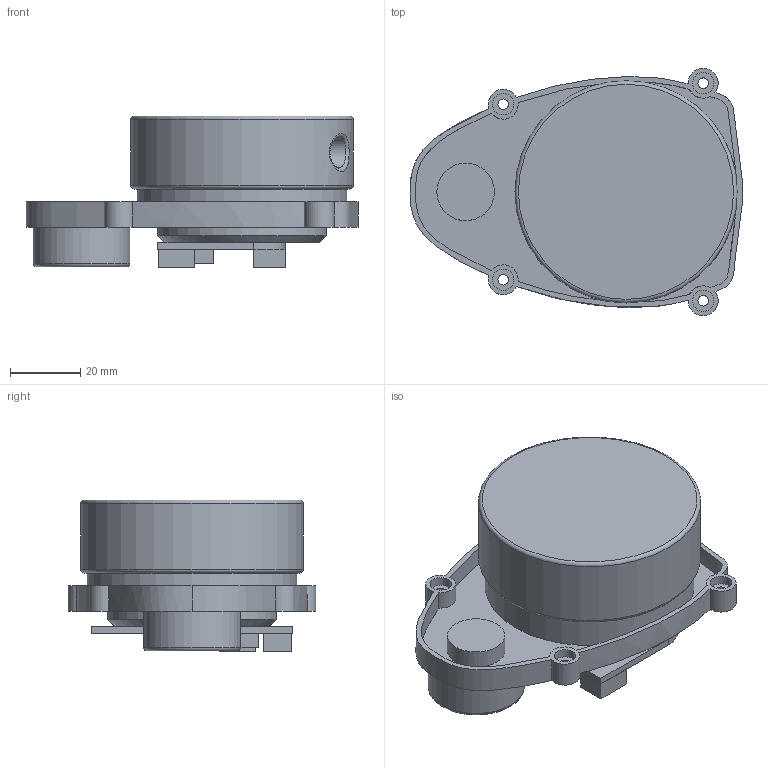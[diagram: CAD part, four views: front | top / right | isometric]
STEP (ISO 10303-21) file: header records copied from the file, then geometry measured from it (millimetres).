
FILE_DESCRIPTION(/* description */ (''),/* implementation_level */ '2;1');
FILE_NAME(/* name */ 'camsense_x1.step',/* time_stamp */ '2020-10-04T00:50:08+02:00',/* author */ (''),/* organization */ (''),/* preprocessor_version */ 'ST-DEVELOPER v18.1',/* originating_system */ 'Autodesk Translation Framework v9.3.0.1241',/* authorisation */ '');
FILE_SCHEMA (('AUTOMOTIVE_DESIGN { 1 0 10303 214 3 1 1 }'));
Length unit declared in the file: millimetre
Products named in the file (1): camsense_x1
Bounding box: 94.59 x 70.48 x 43.3 mm (x, y, z)
Volume: 121070.8 mm3; surface area: 25740.8 mm2
Topology: 1 solids, 1 shells, 94 faces, 218 edges, 143 vertices
Faces by surface type: plane 45, cylinder 30, bspline 15, torus 3, cone 1
Full cylindrical faces by diameter (mm): 3 x4, 6.1 x8, 8.8 x1, 16.4 x1, 27.5 x1, 48 x1, 59.7 x1, 63.3 x1
Entity records: 3711 total; most frequent: CARTESIAN_POINT 1553, ORIENTED_EDGE 436, DIRECTION 423, EDGE_CURVE 218, AXIS2_PLACEMENT_3D 155, VERTEX_POINT 143, EDGE_LOOP 123, LINE 113
